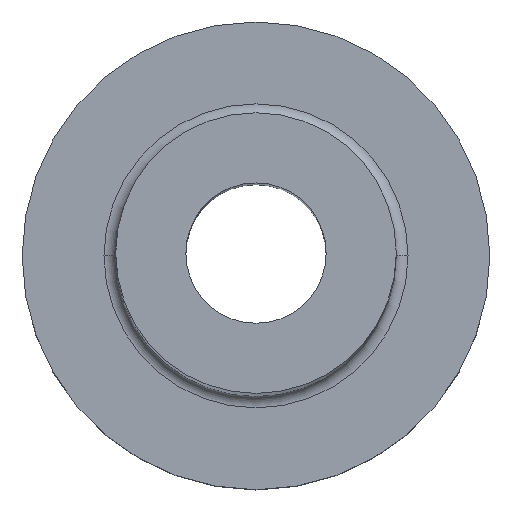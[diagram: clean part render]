
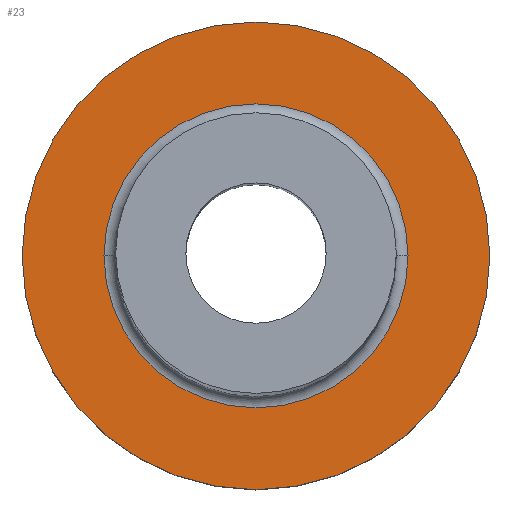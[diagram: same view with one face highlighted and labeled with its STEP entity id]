
A CAD part, top view. The second image highlights one B-rep face of the part: STEP entity #23.
In plain terms, the highlighted planar face has unit normal (0, 0, 1).
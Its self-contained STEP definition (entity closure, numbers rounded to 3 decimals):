
#10 = VERTEX_POINT ( 'NONE', #452 ) ;
#15 = DIRECTION ( 'NONE',  ( 1., 0., 0. ) ) ;
#23 = ADVANCED_FACE ( 'NONE', ( #421, #180 ), #105, .T. ) ;
#36 = ORIENTED_EDGE ( 'NONE', *, *, #76, .T. ) ;
#37 = CIRCLE ( 'NONE', #93, 6.5 ) ;
#40 = VERTEX_POINT ( 'NONE', #377 ) ;
#48 = ORIENTED_EDGE ( 'NONE', *, *, #106, .T. ) ;
#49 = VERTEX_POINT ( 'NONE', #62 ) ;
#62 = CARTESIAN_POINT ( 'NONE',  ( -10., 0., 7. ) ) ;
#73 = EDGE_LOOP ( 'NONE', ( #48, #303 ) ) ;
#76 = EDGE_CURVE ( 'NONE', #49, #40, #211, .T. ) ;
#88 = CARTESIAN_POINT ( 'NONE',  ( 6.5, 0., 7. ) ) ;
#93 = AXIS2_PLACEMENT_3D ( 'NONE', #442, #374, #15 ) ;
#105 = PLANE ( 'NONE',  #271 ) ;
#106 = EDGE_CURVE ( 'NONE', #270, #10, #387, .T. ) ;
#135 = DIRECTION ( 'NONE',  ( 1., 0., 0. ) ) ;
#167 = DIRECTION ( 'NONE',  ( 1., 0., 0. ) ) ;
#180 = FACE_OUTER_BOUND ( 'NONE', #401, .T. ) ;
#198 = CARTESIAN_POINT ( 'NONE',  ( 0., 0., 7. ) ) ;
#199 = AXIS2_PLACEMENT_3D ( 'NONE', #366, #328, #250 ) ;
#211 = CIRCLE ( 'NONE', #266, 10. ) ;
#226 = AXIS2_PLACEMENT_3D ( 'NONE', #198, #333, #167 ) ;
#232 = DIRECTION ( 'NONE',  ( 1., 0., 0. ) ) ;
#244 = CARTESIAN_POINT ( 'NONE',  ( 0., 0., 7. ) ) ;
#250 = DIRECTION ( 'NONE',  ( 1., 0., 0. ) ) ;
#266 = AXIS2_PLACEMENT_3D ( 'NONE', #437, #340, #232 ) ;
#270 = VERTEX_POINT ( 'NONE', #88 ) ;
#271 = AXIS2_PLACEMENT_3D ( 'NONE', #244, #383, #135 ) ;
#275 = EDGE_CURVE ( 'NONE', #40, #49, #344, .T. ) ;
#303 = ORIENTED_EDGE ( 'NONE', *, *, #456, .T. ) ;
#328 = DIRECTION ( 'NONE',  ( 0., 0., 1. ) ) ;
#333 = DIRECTION ( 'NONE',  ( 0., 0., -1. ) ) ;
#340 = DIRECTION ( 'NONE',  ( 0., 0., 1. ) ) ;
#344 = CIRCLE ( 'NONE', #199, 10. ) ;
#355 = ORIENTED_EDGE ( 'NONE', *, *, #275, .T. ) ;
#366 = CARTESIAN_POINT ( 'NONE',  ( 0., 0., 7. ) ) ;
#374 = DIRECTION ( 'NONE',  ( 0., 0., -1. ) ) ;
#377 = CARTESIAN_POINT ( 'NONE',  ( 10., 0., 7. ) ) ;
#383 = DIRECTION ( 'NONE',  ( 0., 0., 1. ) ) ;
#387 = CIRCLE ( 'NONE', #226, 6.5 ) ;
#401 = EDGE_LOOP ( 'NONE', ( #36, #355 ) ) ;
#421 = FACE_BOUND ( 'NONE', #73, .T. ) ;
#437 = CARTESIAN_POINT ( 'NONE',  ( 0., 0., 7. ) ) ;
#442 = CARTESIAN_POINT ( 'NONE',  ( 0., 0., 7. ) ) ;
#452 = CARTESIAN_POINT ( 'NONE',  ( -6.5, 0., 7. ) ) ;
#456 = EDGE_CURVE ( 'NONE', #10, #270, #37, .T. ) ;
